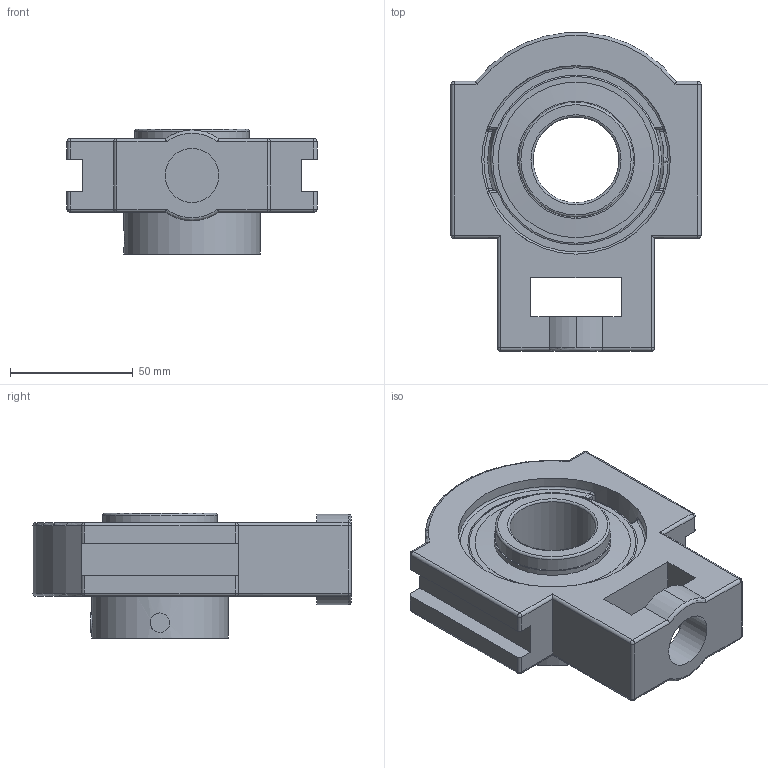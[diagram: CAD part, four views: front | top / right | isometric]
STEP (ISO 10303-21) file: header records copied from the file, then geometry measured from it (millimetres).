
FILE_DESCRIPTION(('HOOPS Exchange Step'),'2;1');
FILE_NAME('export-1EC26788-7C07-403D-B68D-776A47D835C0.stp','2020-05-20T10:55:26-07:00',('dkerr'),('Alibre'),'HOOPS Exchange 2020.0','Alibre','Unknown authorisation');
FILE_SCHEMA( ('AP242_MANAGED_MODEL_BASED_3D_ENGINEERING_MIM_LF {1 0 10303 442 1 1 4 }') );
Length unit declared in the file: inch
Products named in the file (8): MRN STM 207 L4L; SHC 207 (Setscrew); SHC 207 (Ball bearing); SHC 207 (Shield); SHC 207 L4L (35mm) (Race); SHC 207 (Collar); MRN SHC 207 L4L (35mm); MRN SHCSTM 207 L4L (35mm)
Assembly tree (7 placements, depth 3):
  MRN SHCSTM 207 L4L (35mm)
    MRN STM 207 L4L
    MRN SHC 207 L4L (35mm)
      SHC 207 (Setscrew)
      SHC 207 (Ball bearing)
      SHC 207 (Shield)
      SHC 207 L4L (35mm) (Race)
      SHC 207 (Collar)
Bounding box: 102 x 129.82 x 51.1 mm (x, y, z)
Volume: 230802.4 mm3; surface area: 77208.7 mm2
Topology: 16 solids, 16 shells, 186 faces, 482 edges, 295 vertices
Faces by surface type: cylinder 70, plane 55, sphere 28, torus 17, cone 12, bspline 4
Full cylindrical faces by diameter (mm): 7.925 x1, 7.938 x2, 22 x1, 35 x2, 44.196 x2, 46.736 x4, 47.752 x2, 55.6 x1, 62.484 x2, 63.5 x4, 76.902 x2, 80.35 x1
Entity records: 7570 total; most frequent: CARTESIAN_POINT 2833, DIRECTION 1037, ORIENTED_EDGE 890, EDGE_CURVE 445, AXIS2_PLACEMENT_3D 428, VERTEX_POINT 295, CIRCLE 219, EDGE_LOOP 208
